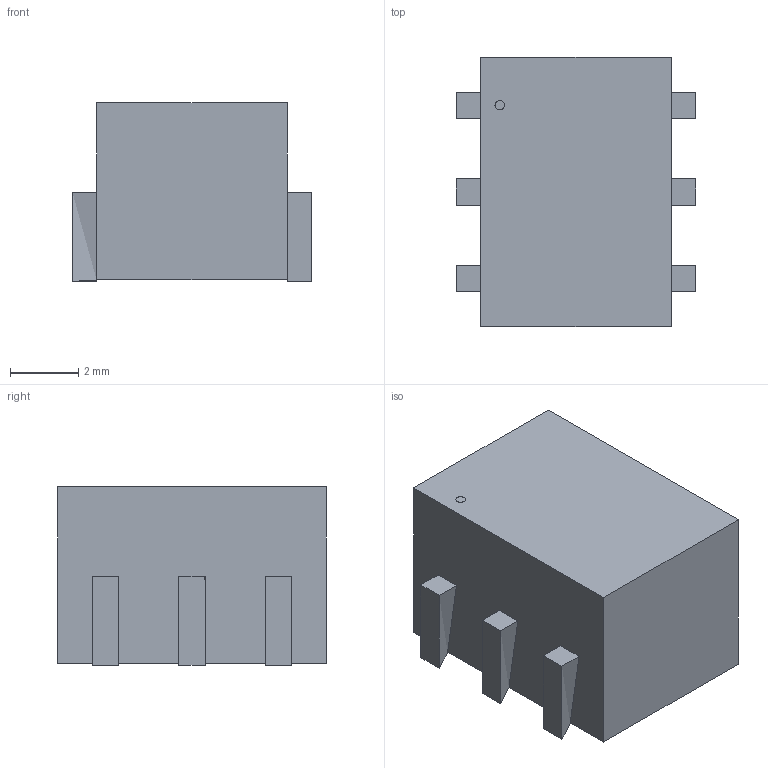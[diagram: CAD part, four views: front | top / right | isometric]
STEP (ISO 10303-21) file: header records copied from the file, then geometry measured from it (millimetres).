
FILE_DESCRIPTION(('STEP AP214'),'1');
FILE_NAME('SON_T4-6T_MNC','2022-02-07T22:30:02',(''),(''),'','','');
FILE_SCHEMA(('AUTOMOTIVE_DESIGN'));
Length unit declared in the file: millimetre
Products named in the file (1): product
Bounding box: 7.01 x 7.87 x 5.24 mm (x, y, z)
Volume: 236.5 mm3; surface area: 280.4 mm2
Topology: 8 solids, 8 shells, 57 faces, 105 edges, 58 vertices
Faces by surface type: plane 56, cylinder 1
Full cylindrical faces by diameter (mm): 0.279 x1
Entity records: 1396 total; most frequent: ORIENTED_EDGE 244, DIRECTION 224, CARTESIAN_POINT 131, EDGE_CURVE 104, LINE 102, VECTOR 102, VERTEX_POINT 70, AXIS2_PLACEMENT_3D 61
